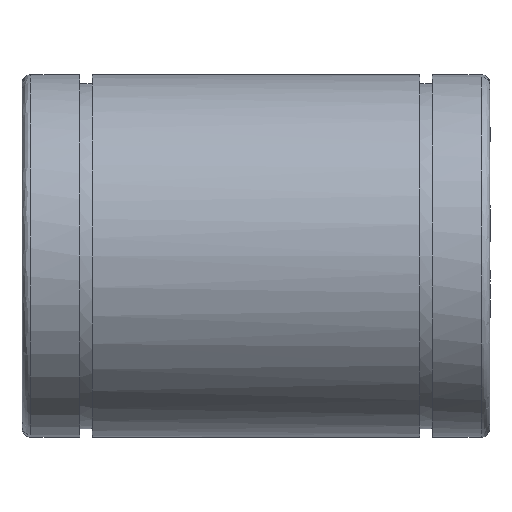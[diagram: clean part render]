
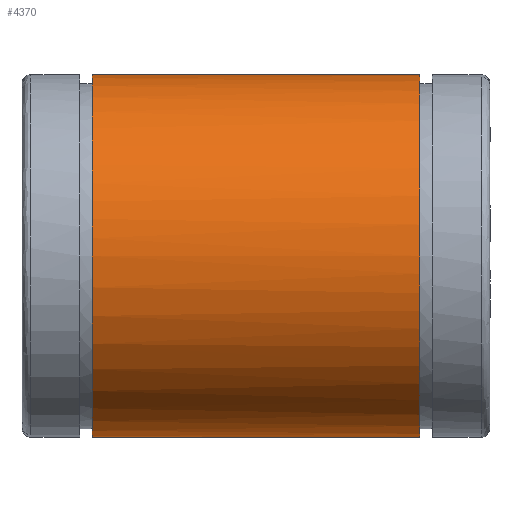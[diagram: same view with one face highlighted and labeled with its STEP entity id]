
A CAD part, front view. The second image highlights one B-rep face of the part: STEP entity #4370.
In plain terms, the highlighted free-form (B-spline) face has degree [3, 1] with [7, 2] control points.
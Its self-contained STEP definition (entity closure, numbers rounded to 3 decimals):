
#3630 = CARTESIAN_POINT ('', (12., -31., 0.));
#3640 = VERTEX_POINT ('', #3630);
#3650 = CARTESIAN_POINT ('', (12., 31., 0.));
#3660 = VERTEX_POINT ('', #3650);
#3670 = CARTESIAN_POINT ('', (12., -31., 0.));
#3680 = CARTESIAN_POINT ('', (12., -31., -62.));
#3690 = CARTESIAN_POINT ('', (12., 31., -62.));
#3700 = CARTESIAN_POINT ('', (12., 31., 0.));
#3710 = (
   BOUNDED_CURVE ()
   B_SPLINE_CURVE (3, (#3670, #3680, #3690, #3700), .UNSPECIFIED., .F., .U.)
   B_SPLINE_CURVE_WITH_KNOTS ((4, 4), (0., 1.), .UNSPECIFIED.)
   CURVE ()
   GEOMETRIC_REPRESENTATION_ITEM ()
   RATIONAL_B_SPLINE_CURVE ((1., 0.333, 0.333, 1.))
   REPRESENTATION_ITEM ('')
);
#3720 = EDGE_CURVE ('', #3640, #3660, #3710, .T.);
#3740 = CARTESIAN_POINT ('', (12., 31., 0.));
#3750 = CARTESIAN_POINT ('', (12., 31., 62.));
#3760 = CARTESIAN_POINT ('', (12., -31., 62.));
#3770 = CARTESIAN_POINT ('', (12., -31., 0.));
#3780 = (
   BOUNDED_CURVE ()
   B_SPLINE_CURVE (3, (#3740, #3750, #3760, #3770), .UNSPECIFIED., .F., .U.)
   B_SPLINE_CURVE_WITH_KNOTS ((4, 4), (0., 1.), .UNSPECIFIED.)
   CURVE ()
   GEOMETRIC_REPRESENTATION_ITEM ()
   RATIONAL_B_SPLINE_CURVE ((1., 0.333, 0.333, 1.))
   REPRESENTATION_ITEM ('')
);
#3790 = EDGE_CURVE ('', #3660, #3640, #3780, .T.);
#3940 = CARTESIAN_POINT ('', (68., -31., 0.));
#3950 = VERTEX_POINT ('', #3940);
#3960 = CARTESIAN_POINT ('', (68., 31., 0.));
#3970 = VERTEX_POINT ('', #3960);
#3980 = CARTESIAN_POINT ('', (68., -31., 0.));
#3990 = CARTESIAN_POINT ('', (68., -31., 62.));
#4000 = CARTESIAN_POINT ('', (68., 31., 62.));
#4010 = CARTESIAN_POINT ('', (68., 31., 0.));
#4020 = (
   BOUNDED_CURVE ()
   B_SPLINE_CURVE (3, (#3980, #3990, #4000, #4010), .UNSPECIFIED., .F., .U.)
   B_SPLINE_CURVE_WITH_KNOTS ((4, 4), (0., 1.), .UNSPECIFIED.)
   CURVE ()
   GEOMETRIC_REPRESENTATION_ITEM ()
   RATIONAL_B_SPLINE_CURVE ((1., 0.333, 0.333, 1.))
   REPRESENTATION_ITEM ('')
);
#4030 = EDGE_CURVE ('', #3950, #3970, #4020, .T.);
#4040 = ORIENTED_EDGE ('', *, *, #4030, .T.);
#4050 = CARTESIAN_POINT ('', (68., 31., 0.));
#4060 = CARTESIAN_POINT ('', (12., 31., 0.));
#4070 = B_SPLINE_CURVE_WITH_KNOTS ('', 1, (#4050, #4060), .UNSPECIFIED., .F., .U., (2, 2), (0., 1.), .UNSPECIFIED.);
#4080 = EDGE_CURVE ('', #3970, #3660, #4070, .T.);
#4090 = ORIENTED_EDGE ('', *, *, #4080, .T.);
#4100 = ORIENTED_EDGE ('', *, *, #3790, .T.);
#4110 = ORIENTED_EDGE ('', *, *, #3720, .T.);
#4120 = ORIENTED_EDGE ('', *, *, #4080, .F.);
#4130 = CARTESIAN_POINT ('', (68., 31., 0.));
#4140 = CARTESIAN_POINT ('', (68., 31., -62.));
#4150 = CARTESIAN_POINT ('', (68., -31., -62.));
#4160 = CARTESIAN_POINT ('', (68., -31., 0.));
#4170 = (
   BOUNDED_CURVE ()
   B_SPLINE_CURVE (3, (#4130, #4140, #4150, #4160), .UNSPECIFIED., .F., .U.)
   B_SPLINE_CURVE_WITH_KNOTS ((4, 4), (0., 1.), .UNSPECIFIED.)
   CURVE ()
   GEOMETRIC_REPRESENTATION_ITEM ()
   RATIONAL_B_SPLINE_CURVE ((1., 0.333, 0.333, 1.))
   REPRESENTATION_ITEM ('')
);
#4180 = EDGE_CURVE ('', #3970, #3950, #4170, .T.);
#4190 = ORIENTED_EDGE ('', *, *, #4180, .T.);
#4200 = EDGE_LOOP ('', (#4040, #4090, #4100, #4110, #4120, #4190));
#4210 = FACE_OUTER_BOUND ('', #4200, .T.);
#4220 = CARTESIAN_POINT ('', (6.4, 31., 0.));
#4230 = CARTESIAN_POINT ('', (73.6, 31., 0.));
#4240 = CARTESIAN_POINT ('', (6.4, 31., 62.));
#4250 = CARTESIAN_POINT ('', (73.6, 31., 62.));
#4260 = CARTESIAN_POINT ('', (6.4, -31., 62.));
#4270 = CARTESIAN_POINT ('', (73.6, -31., 62.));
#4280 = CARTESIAN_POINT ('', (6.4, -31., 0.));
#4290 = CARTESIAN_POINT ('', (73.6, -31., 0.));
#4300 = CARTESIAN_POINT ('', (6.4, -31., -62.));
#4310 = CARTESIAN_POINT ('', (73.6, -31., -62.));
#4320 = CARTESIAN_POINT ('', (6.4, 31., -62.));
#4330 = CARTESIAN_POINT ('', (73.6, 31., -62.));
#4340 = CARTESIAN_POINT ('', (6.4, 31., 0.));
#4350 = CARTESIAN_POINT ('', (73.6, 31., 0.));
#4360 = (
   BOUNDED_SURFACE ()
   B_SPLINE_SURFACE (3, 1, ((#4220, #4230), (#4240, #4250), (#4260, #4270), (#4280, #4290), (#4300, #4310), (#4320, #4330), (#4340, #4350)), .UNSPECIFIED., .T., .F., .U.)
   B_SPLINE_SURFACE_WITH_KNOTS ((4, 3, 4), (2, 2), (0., 0.5, 1.), (0., 1.), .UNSPECIFIED.)
   SURFACE ()
   GEOMETRIC_REPRESENTATION_ITEM ()
   RATIONAL_B_SPLINE_SURFACE (((1., 1.), (0.333, 0.333), (0.333, 0.333), (1., 1.), (0.333, 0.333), (0.333, 0.333), (1., 1.)))
   REPRESENTATION_ITEM ('')
);
#4370 = ADVANCED_FACE ('', (#4210), #4360, .T.);
